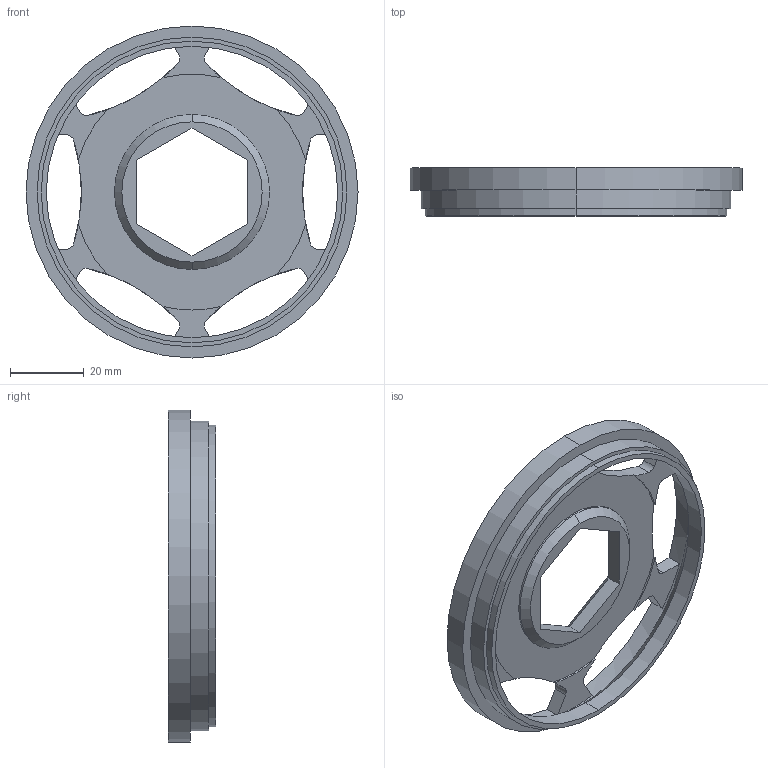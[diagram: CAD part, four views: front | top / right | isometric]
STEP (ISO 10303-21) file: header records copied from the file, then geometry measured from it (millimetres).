
FILE_DESCRIPTION (( 'STEP AP214' ), '1' );
FILE_NAME ('Regular_Wheel_Star_30_84.STEP', '2025-05-09T17:16:57', ( '' ), ( '' ), 'SwSTEP 2.0', 'SolidWorks 2021', '' );
FILE_SCHEMA (( 'AUTOMOTIVE_DESIGN' ));
Length unit declared in the file: millimetre
Products named in the file (1): Regular_Wheel_Star_30_84
Bounding box: 90 x 13 x 90 mm (x, y, z)
Volume: 18483.8 mm3; surface area: 16682.6 mm2
Topology: 1 solids, 1 shells, 80 faces, 227 edges, 148 vertices
Faces by surface type: cylinder 39, plane 37, cone 4
Entity records: 2699 total; most frequent: DIRECTION 495, CARTESIAN_POINT 456, ORIENTED_EDGE 454, EDGE_CURVE 227, AXIS2_PLACEMENT_3D 187, VERTEX_POINT 148, VECTOR 121, LINE 121
